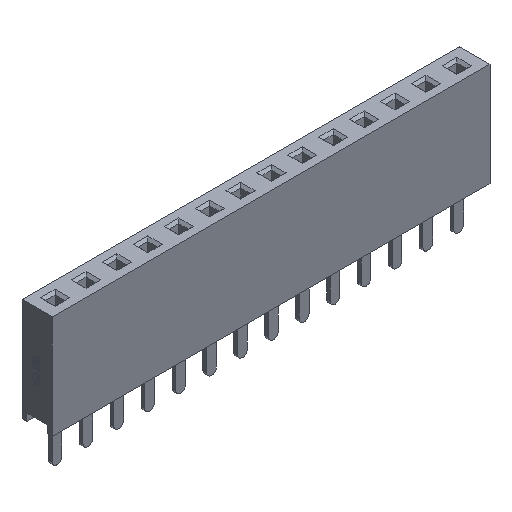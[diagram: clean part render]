
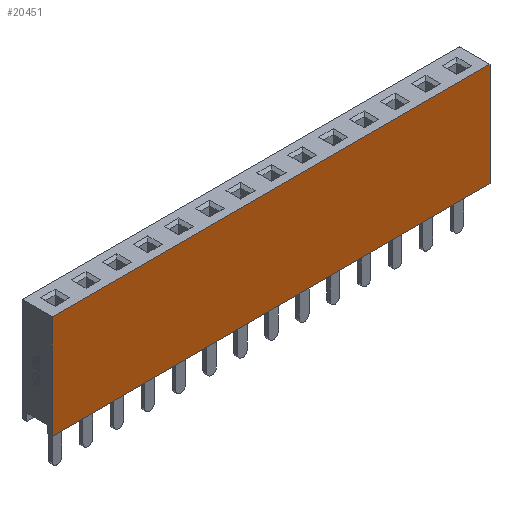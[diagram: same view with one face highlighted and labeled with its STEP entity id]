
A CAD part, isometric view. The second image highlights one B-rep face of the part: STEP entity #20451.
In plain terms, the highlighted planar face has unit normal (0, -1, 0).
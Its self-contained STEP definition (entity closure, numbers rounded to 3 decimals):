
#1428 = LINE ( 'NONE', #20354, #10107 ) ;
#1515 = EDGE_LOOP ( 'NONE', ( #10171, #6779, #10366, #21791 ) ) ;
#1552 = VERTEX_POINT ( 'NONE', #19040 ) ;
#1705 = VECTOR ( 'NONE', #3476, 1000. ) ;
#1988 = CARTESIAN_POINT ( 'NONE',  ( -17.98, -1.25, 0. ) ) ;
#3311 = DIRECTION ( 'NONE',  ( 0., 0., 1. ) ) ;
#3476 = DIRECTION ( 'NONE',  ( 1., 0., 0. ) ) ;
#6717 = CARTESIAN_POINT ( 'NONE',  ( -17.98, -1.25, 0. ) ) ;
#6742 = EDGE_CURVE ( 'NONE', #8747, #18754, #18659, .T. ) ;
#6779 = ORIENTED_EDGE ( 'NONE', *, *, #15650, .F. ) ;
#6920 = CARTESIAN_POINT ( 'NONE',  ( -17.98, -1.25, 8.5 ) ) ;
#7338 = CARTESIAN_POINT ( 'NONE',  ( 17.98, -1.25, 8.5 ) ) ;
#8049 = AXIS2_PLACEMENT_3D ( 'NONE', #18911, #15733, #3311 ) ;
#8747 = VERTEX_POINT ( 'NONE', #6920 ) ;
#10107 = VECTOR ( 'NONE', #16907, 1000. ) ;
#10171 = ORIENTED_EDGE ( 'NONE', *, *, #17653, .T. ) ;
#10366 = ORIENTED_EDGE ( 'NONE', *, *, #6742, .F. ) ;
#10708 = CARTESIAN_POINT ( 'NONE',  ( -17.98, -1.25, 8.5 ) ) ;
#12118 = FACE_OUTER_BOUND ( 'NONE', #1515, .T. ) ;
#14915 = DIRECTION ( 'NONE',  ( 1., 0., 0. ) ) ;
#15021 = CARTESIAN_POINT ( 'NONE',  ( -17.98, -1.25, 8.5 ) ) ;
#15629 = VECTOR ( 'NONE', #14915, 1000. ) ;
#15650 = EDGE_CURVE ( 'NONE', #18754, #1552, #1428, .T. ) ;
#15733 = DIRECTION ( 'NONE',  ( 0., 1., 0. ) ) ;
#16907 = DIRECTION ( 'NONE',  ( 0., 0., -1. ) ) ;
#17319 = PLANE ( 'NONE',  #8049 ) ;
#17626 = DIRECTION ( 'NONE',  ( 0., 0., -1. ) ) ;
#17653 = EDGE_CURVE ( 'NONE', #18490, #1552, #19076, .T. ) ;
#18490 = VERTEX_POINT ( 'NONE', #6717 ) ;
#18659 = LINE ( 'NONE', #15021, #15629 ) ;
#18754 = VERTEX_POINT ( 'NONE', #7338 ) ;
#18911 = CARTESIAN_POINT ( 'NONE',  ( -17.98, -1.25, 8.5 ) ) ;
#19040 = CARTESIAN_POINT ( 'NONE',  ( 17.98, -1.25, 0. ) ) ;
#19076 = LINE ( 'NONE', #1988, #1705 ) ;
#19342 = LINE ( 'NONE', #10708, #21910 ) ;
#20354 = CARTESIAN_POINT ( 'NONE',  ( 17.98, -1.25, 8.5 ) ) ;
#20451 = ADVANCED_FACE ( 'NONE', ( #12118 ), #17319, .F. ) ;
#21546 = EDGE_CURVE ( 'NONE', #8747, #18490, #19342, .T. ) ;
#21791 = ORIENTED_EDGE ( 'NONE', *, *, #21546, .T. ) ;
#21910 = VECTOR ( 'NONE', #17626, 1000. ) ;
